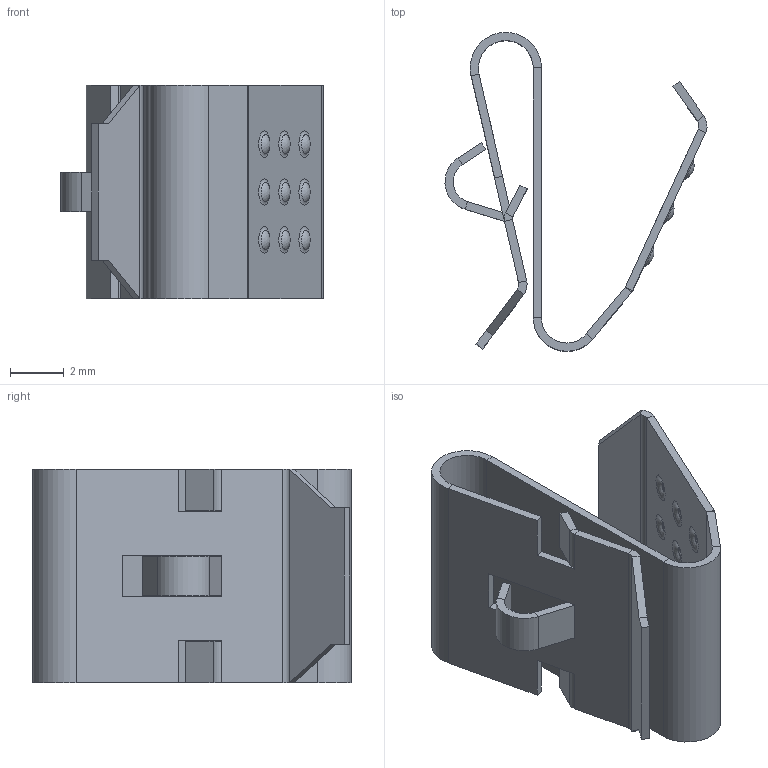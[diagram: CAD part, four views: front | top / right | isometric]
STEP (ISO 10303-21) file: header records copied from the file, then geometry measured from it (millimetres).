
FILE_DESCRIPTION (( 'STEP AP214' ), '1' );
FILE_NAME ('209.STEP', '2018-10-11T19:20:42', ( '' ), ( '' ), 'SwSTEP 2.0', 'SolidWorks 2013', '' );
FILE_SCHEMA (( 'AUTOMOTIVE_DESIGN' ));
Length unit declared in the file: inch
Products named in the file (1): 209
Bounding box: 9.72 x 11.83 x 7.92 mm (x, y, z)
Volume: 88.8 mm3; surface area: 618.7 mm2
Topology: 1 solids, 1 shells, 130 faces, 258 edges, 148 vertices
Faces by surface type: plane 78, sphere 18, torus 18, cylinder 16
Entity records: 3208 total; most frequent: DIRECTION 570, CARTESIAN_POINT 519, ORIENTED_EDGE 480, EDGE_CURVE 240, AXIS2_PLACEMENT_3D 199, VECTOR 172, LINE 172, EDGE_LOOP 168
